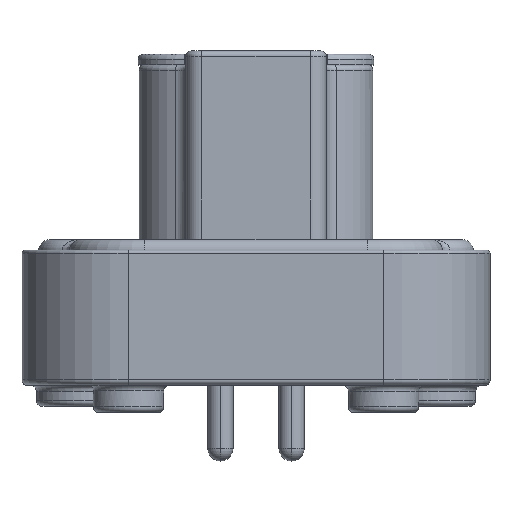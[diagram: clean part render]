
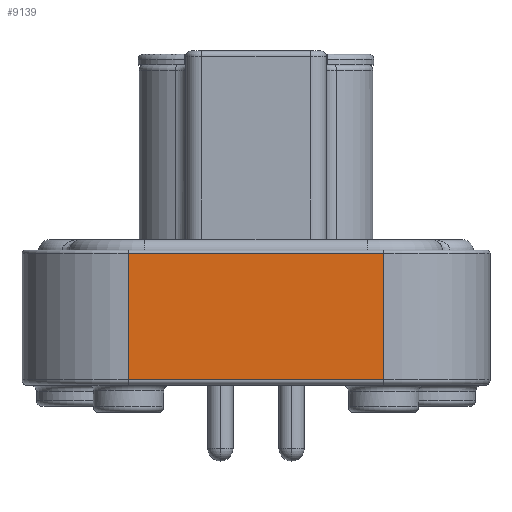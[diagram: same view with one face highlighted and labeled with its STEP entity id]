
A CAD part, top view. The second image highlights one B-rep face of the part: STEP entity #9139.
In plain terms, the highlighted planar face has unit normal (0, 0, 1).
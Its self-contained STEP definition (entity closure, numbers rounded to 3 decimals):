
#1258=DIRECTION('',(-1.,0.,0.));
#1259=VECTOR('',#1258,24.04);
#1260=CARTESIAN_POINT('',(12.02,5.65,17.325));
#1261=LINE('',#1260,#1259);
#1350=DIRECTION('',(0.,-1.,0.));
#1351=VECTOR('',#1350,11.9);
#1352=CARTESIAN_POINT('',(-12.02,5.65,17.325));
#1353=LINE('',#1352,#1351);
#2375=DIRECTION('',(1.,0.,0.));
#2376=VECTOR('',#2375,24.04);
#2377=CARTESIAN_POINT('',(-12.02,-6.25,17.325));
#2378=LINE('',#2377,#2376);
#2379=DIRECTION('',(0.,1.,0.));
#2380=VECTOR('',#2379,11.9);
#2381=CARTESIAN_POINT('',(12.02,-6.25,17.325));
#2382=LINE('',#2381,#2380);
#5505=CARTESIAN_POINT('',(12.02,5.65,17.325));
#5506=VERTEX_POINT('',#5505);
#5507=CARTESIAN_POINT('',(-12.02,5.65,17.325));
#5508=VERTEX_POINT('',#5507);
#5522=CARTESIAN_POINT('',(-12.02,-6.25,17.325));
#5524=VERTEX_POINT('',#5522);
#5712=CARTESIAN_POINT('',(12.02,-6.25,17.325));
#5713=VERTEX_POINT('',#5712);
#9127=CARTESIAN_POINT('',(-12.02,5.95,17.325));
#9128=DIRECTION('',(0.,0.,1.));
#9129=DIRECTION('',(1.,0.,0.));
#9130=AXIS2_PLACEMENT_3D('',#9127,#9128,#9129);
#9131=PLANE('',#9130);
#9132=ORIENTED_EDGE('',*,*,#9121,.F.);
#9133=ORIENTED_EDGE('',*,*,#7496,.F.);
#9134=ORIENTED_EDGE('',*,*,#7382,.F.);
#9136=ORIENTED_EDGE('',*,*,#9135,.F.);
#9137=EDGE_LOOP('',(#9132,#9133,#9134,#9136));
#9138=FACE_OUTER_BOUND('',#9137,.F.);
#9139=ADVANCED_FACE('',(#9138),#9131,.T.);
#7382=EDGE_CURVE('',#5506,#5508,#1261,.T.);
#7496=EDGE_CURVE('',#5508,#5524,#1353,.T.);
#9121=EDGE_CURVE('',#5524,#5713,#2378,.T.);
#9135=EDGE_CURVE('',#5713,#5506,#2382,.T.);
